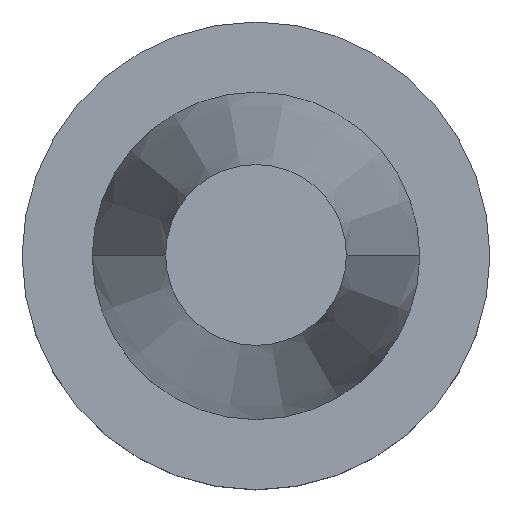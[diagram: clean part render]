
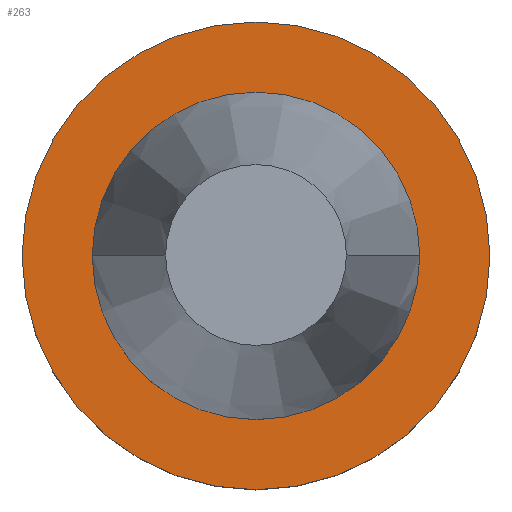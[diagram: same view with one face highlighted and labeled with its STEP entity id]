
A CAD part, top view. The second image highlights one B-rep face of the part: STEP entity #263.
In plain terms, the highlighted planar face has unit normal (0, 0, 1).
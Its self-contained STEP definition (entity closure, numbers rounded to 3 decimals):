
#36 = DIRECTION ( 'NONE',  ( 0., 0., 1. ) ) ;
#44 = CARTESIAN_POINT ( 'NONE',  ( 0., 0., -3.175 ) ) ;
#50 = CARTESIAN_POINT ( 'NONE',  ( -31.75, 0., -3.175 ) ) ;
#53 = CARTESIAN_POINT ( 'NONE',  ( 0., 31.75, -3.175 ) ) ;
#58 = EDGE_CURVE ( 'NONE', #490, #144, #420, .T. ) ;
#102 = ORIENTED_EDGE ( 'NONE', *, *, #442, .F. ) ;
#115 = FACE_BOUND ( 'NONE', #655, .T. ) ;
#121 = AXIS2_PLACEMENT_3D ( 'NONE', #44, #36, #601 ) ;
#133 = CARTESIAN_POINT ( 'NONE',  ( 31.75, 0., -3.175 ) ) ;
#144 = VERTEX_POINT ( 'NONE', #320 ) ;
#194 = VERTEX_POINT ( 'NONE', #133 ) ;
#209 = VERTEX_POINT ( 'NONE', #50 ) ;
#221 = DIRECTION ( 'NONE',  ( 1., 0., 0. ) ) ;
#241 = EDGE_CURVE ( 'NONE', #194, #209, #568, .T. ) ;
#253 = CARTESIAN_POINT ( 'NONE',  ( 0., 0., -3.175 ) ) ;
#263 = ADVANCED_FACE ( 'NONE', ( #115, #370 ), #630, .F. ) ;
#292 = EDGE_LOOP ( 'NONE', ( #479, #429 ) ) ;
#304 = DIRECTION ( 'NONE',  ( 1., 0., 0. ) ) ;
#308 = DIRECTION ( 'NONE',  ( 0., 0., -1. ) ) ;
#320 = CARTESIAN_POINT ( 'NONE',  ( -22.225, 0., -3.175 ) ) ;
#366 = ORIENTED_EDGE ( 'NONE', *, *, #58, .F. ) ;
#370 = FACE_OUTER_BOUND ( 'NONE', #292, .T. ) ;
#409 = CARTESIAN_POINT ( 'NONE',  ( 0., 0., -3.175 ) ) ;
#417 = CIRCLE ( 'NONE', #656, 22.225 ) ;
#420 = CIRCLE ( 'NONE', #121, 22.225 ) ;
#429 = ORIENTED_EDGE ( 'NONE', *, *, #676, .T. ) ;
#442 = EDGE_CURVE ( 'NONE', #144, #490, #417, .T. ) ;
#479 = ORIENTED_EDGE ( 'NONE', *, *, #241, .T. ) ;
#490 = VERTEX_POINT ( 'NONE', #573 ) ;
#568 = CIRCLE ( 'NONE', #673, 31.75 ) ;
#573 = CARTESIAN_POINT ( 'NONE',  ( 22.225, 0., -3.175 ) ) ;
#574 = CARTESIAN_POINT ( 'NONE',  ( 0., 0., -3.175 ) ) ;
#601 = DIRECTION ( 'NONE',  ( 1., 0., 0. ) ) ;
#628 = AXIS2_PLACEMENT_3D ( 'NONE', #574, #817, #631 ) ;
#630 = PLANE ( 'NONE',  #774 ) ;
#631 = DIRECTION ( 'NONE',  ( 1., 0., 0. ) ) ;
#642 = DIRECTION ( 'NONE',  ( 0., 0., 1. ) ) ;
#655 = EDGE_LOOP ( 'NONE', ( #366, #102 ) ) ;
#656 = AXIS2_PLACEMENT_3D ( 'NONE', #409, #662, #221 ) ;
#662 = DIRECTION ( 'NONE',  ( 0., 0., 1. ) ) ;
#673 = AXIS2_PLACEMENT_3D ( 'NONE', #253, #642, #304 ) ;
#676 = EDGE_CURVE ( 'NONE', #209, #194, #807, .T. ) ;
#762 = DIRECTION ( 'NONE',  ( -1., 0., 0. ) ) ;
#774 = AXIS2_PLACEMENT_3D ( 'NONE', #53, #308, #762 ) ;
#807 = CIRCLE ( 'NONE', #628, 31.75 ) ;
#817 = DIRECTION ( 'NONE',  ( 0., 0., 1. ) ) ;
